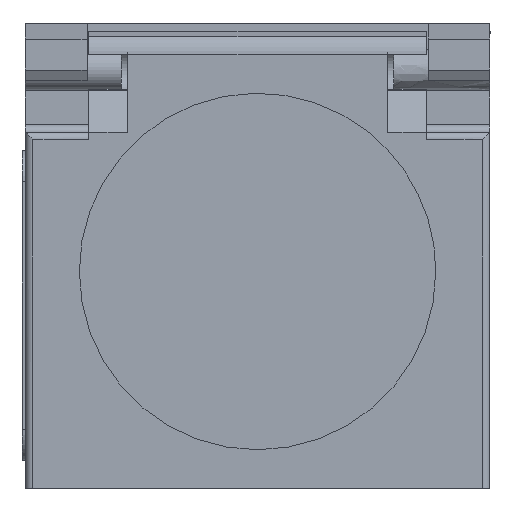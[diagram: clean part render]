
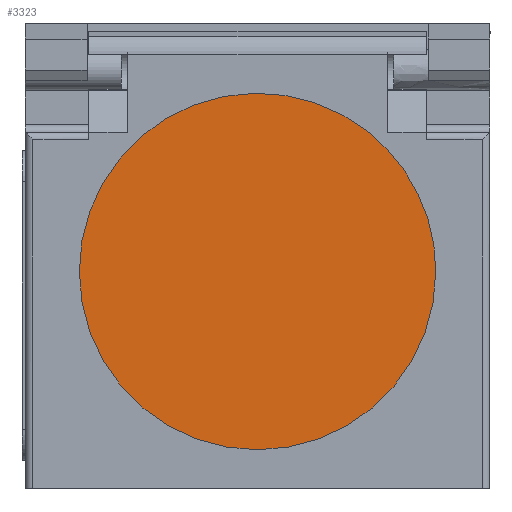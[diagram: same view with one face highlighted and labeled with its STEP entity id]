
A CAD part, front view. The second image highlights one B-rep face of the part: STEP entity #3323.
In plain terms, the highlighted planar face has unit normal (0, -1, 0).
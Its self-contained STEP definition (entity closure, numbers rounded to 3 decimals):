
#1418=CARTESIAN_POINT('',(26.502,0.,14.));
#1419=VERTEX_POINT('',#1418);
#1428=CARTESIAN_POINT('',(3.498,0.,14.));
#1429=VERTEX_POINT('',#1428);
#1430=CARTESIAN_POINT('',(15.0,0.,14.));
#1431=DIRECTION('',(0.0,-1.0,0.0));
#1432=DIRECTION('',(1.0,0.0,0.0));
#1433=AXIS2_PLACEMENT_3D('',#1430,#1431,#1432);
#1434=CIRCLE('',#1433,11.502);
#1435=EDGE_CURVE('',#1429,#1419,#1434,.T.);
#3294=CARTESIAN_POINT('',(22.162,0.,23.));
#3295=VERTEX_POINT('',#3294);
#3296=CARTESIAN_POINT('',(15.0,0.,14.));
#3297=DIRECTION('',(0.0,-1.0,0.0));
#3298=DIRECTION('',(1.0,0.0,0.0));
#3299=AXIS2_PLACEMENT_3D('',#3296,#3297,#3298);
#3300=CIRCLE('',#3299,11.502);
#3301=EDGE_CURVE('',#3295,#1429,#3300,.T.);
#3303=CARTESIAN_POINT('',(15.0,0.,14.));
#3304=DIRECTION('',(0.0,-1.0,0.0));
#3305=DIRECTION('',(1.0,0.0,0.0));
#3306=AXIS2_PLACEMENT_3D('',#3303,#3304,#3305);
#3307=CIRCLE('',#3306,11.502);
#3308=EDGE_CURVE('',#1419,#3295,#3307,.T.);
#3313=CARTESIAN_POINT('',(14.911,0.,4.125));
#3314=DIRECTION('',(0.0,-1.0,0.0));
#3315=DIRECTION('',(0.0,0.0,1.0));
#3316=AXIS2_PLACEMENT_3D('',#3313,#3314,#3315);
#3317=PLANE('',#3316);
#3318=ORIENTED_EDGE('',*,*,#3301,.T.);
#3319=ORIENTED_EDGE('',*,*,#1435,.T.);
#3320=ORIENTED_EDGE('',*,*,#3308,.T.);
#3321=EDGE_LOOP('',(#3318,#3319,#3320));
#3322=FACE_OUTER_BOUND('',#3321,.T.);
#3323=ADVANCED_FACE('',(#3322),#3317,.T.);
